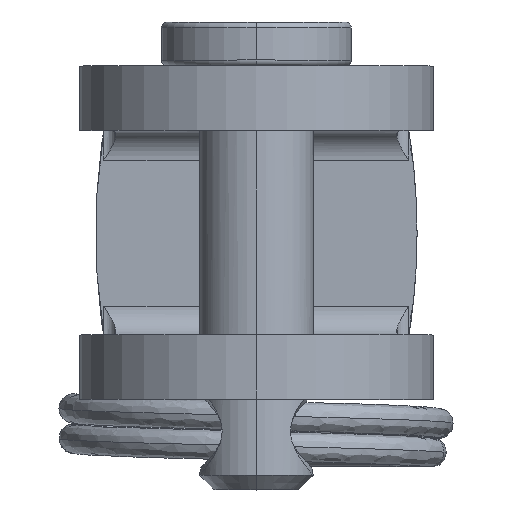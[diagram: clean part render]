
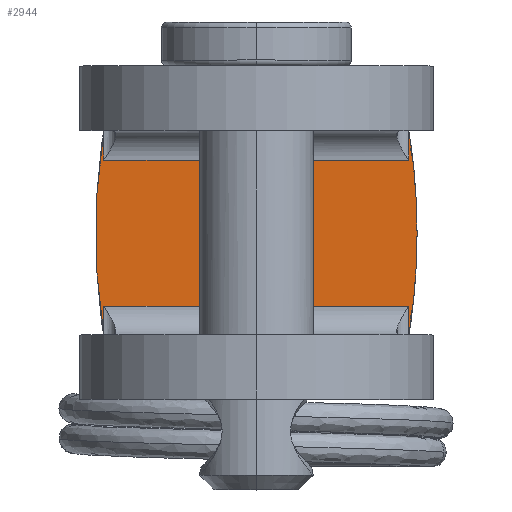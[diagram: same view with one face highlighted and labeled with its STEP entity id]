
A CAD part, top view. The second image highlights one B-rep face of the part: STEP entity #2944.
In plain terms, the highlighted planar face has unit normal (0, 0, 1).
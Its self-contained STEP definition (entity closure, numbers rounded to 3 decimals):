
#62 = PLANE ( 'NONE',  #9786 ) ;
#415 = AXIS2_PLACEMENT_3D ( 'NONE', #10583, #13535, #6259 ) ;
#590 = DIRECTION ( 'NONE',  ( 0., 0., -1. ) ) ;
#1226 = CARTESIAN_POINT ( 'NONE',  ( -16.535, 2.5, 0. ) ) ;
#1633 = CARTESIAN_POINT ( 'NONE',  ( 5.213, 3.547, 0. ) ) ;
#2002 = DIRECTION ( 'NONE',  ( 0., 1., 0. ) ) ;
#2292 = EDGE_CURVE ( 'NONE', #7528, #5051, #14274, .T. ) ;
#2393 = VECTOR ( 'NONE', #7633, 1000. ) ;
#2874 = VERTEX_POINT ( 'NONE', #12653 ) ;
#2944 = ADVANCED_FACE ( 'NONE', ( #16036 ), #62, .F. ) ;
#3255 = LINE ( 'NONE', #8363, #2393 ) ;
#3353 = VERTEX_POINT ( 'NONE', #13123 ) ;
#3926 = DIRECTION ( 'NONE',  ( -1., 0., 0. ) ) ;
#4071 = VECTOR ( 'NONE', #14763, 1000. ) ;
#4143 = EDGE_CURVE ( 'NONE', #11793, #14371, #3255, .T. ) ;
#4241 = CARTESIAN_POINT ( 'NONE',  ( -16.535, 0., 0. ) ) ;
#4306 = EDGE_CURVE ( 'NONE', #12943, #7528, #15780, .T. ) ;
#4820 = EDGE_LOOP ( 'NONE', ( #12137, #7445, #17955, #13762, #5820, #10791, #11112, #7553, #17503 ) ) ;
#4877 = DIRECTION ( 'NONE',  ( 0., 0., -1. ) ) ;
#5051 = VERTEX_POINT ( 'NONE', #7512 ) ;
#5820 = ORIENTED_EDGE ( 'NONE', *, *, #11546, .T. ) ;
#6108 = LINE ( 'NONE', #13337, #4071 ) ;
#6155 = CARTESIAN_POINT ( 'NONE',  ( -16.535, -2.5, 0. ) ) ;
#6216 = DIRECTION ( 'NONE',  ( 1., 0., 0. ) ) ;
#6259 = DIRECTION ( 'NONE',  ( 1., 0., 0. ) ) ;
#6318 = LINE ( 'NONE', #10203, #7448 ) ;
#6959 = EDGE_CURVE ( 'NONE', #11793, #3353, #7254, .T. ) ;
#7080 = LINE ( 'NONE', #1226, #8409 ) ;
#7090 = DIRECTION ( 'NONE',  ( 0., 0., -1. ) ) ;
#7254 = CIRCLE ( 'NONE', #415, 22.035 ) ;
#7445 = ORIENTED_EDGE ( 'NONE', *, *, #10353, .T. ) ;
#7448 = VECTOR ( 'NONE', #13166, 1000. ) ;
#7512 = CARTESIAN_POINT ( 'NONE',  ( 5.213, -3.547, 0. ) ) ;
#7528 = VERTEX_POINT ( 'NONE', #16253 ) ;
#7553 = ORIENTED_EDGE ( 'NONE', *, *, #6959, .F. ) ;
#7633 = DIRECTION ( 'NONE',  ( 0., 1., 0. ) ) ;
#7848 = VERTEX_POINT ( 'NONE', #12343 ) ;
#8363 = CARTESIAN_POINT ( 'NONE',  ( -5.213, 0., 0. ) ) ;
#8409 = VECTOR ( 'NONE', #3926, 1000. ) ;
#8907 = VECTOR ( 'NONE', #6216, 1000. ) ;
#9237 = CARTESIAN_POINT ( 'NONE',  ( -5.213, 5.7, 0. ) ) ;
#9272 = CARTESIAN_POINT ( 'NONE',  ( -5.213, -3.547, 0. ) ) ;
#9786 = AXIS2_PLACEMENT_3D ( 'NONE', #4241, #7090, #14222 ) ;
#10203 = CARTESIAN_POINT ( 'NONE',  ( 5.213, 3.5, 0. ) ) ;
#10353 = EDGE_CURVE ( 'NONE', #2874, #5051, #6108, .T. ) ;
#10583 = CARTESIAN_POINT ( 'NONE',  ( 16.535, 0., 0. ) ) ;
#10791 = ORIENTED_EDGE ( 'NONE', *, *, #16554, .T. ) ;
#11112 = ORIENTED_EDGE ( 'NONE', *, *, #17988, .T. ) ;
#11546 = EDGE_CURVE ( 'NONE', #12943, #7848, #6318, .T. ) ;
#11751 = CARTESIAN_POINT ( 'NONE',  ( -5.213, -2.5, 0. ) ) ;
#11793 = VERTEX_POINT ( 'NONE', #9272 ) ;
#12137 = ORIENTED_EDGE ( 'NONE', *, *, #14170, .T. ) ;
#12343 = CARTESIAN_POINT ( 'NONE',  ( 5.213, 2.5, 0. ) ) ;
#12653 = CARTESIAN_POINT ( 'NONE',  ( 5.213, -2.5, 0. ) ) ;
#12710 = LINE ( 'NONE', #6155, #8907 ) ;
#12943 = VERTEX_POINT ( 'NONE', #1633 ) ;
#13123 = CARTESIAN_POINT ( 'NONE',  ( -5.213, 3.547, 0. ) ) ;
#13166 = DIRECTION ( 'NONE',  ( 0., -1., 0. ) ) ;
#13337 = CARTESIAN_POINT ( 'NONE',  ( 5.213, 0., 0. ) ) ;
#13477 = CARTESIAN_POINT ( 'NONE',  ( -16.535, 0., 0. ) ) ;
#13535 = DIRECTION ( 'NONE',  ( 0., 0., -1. ) ) ;
#13760 = CARTESIAN_POINT ( 'NONE',  ( -5.213, 2.5, 0. ) ) ;
#13762 = ORIENTED_EDGE ( 'NONE', *, *, #4306, .F. ) ;
#13859 = VERTEX_POINT ( 'NONE', #13760 ) ;
#14170 = EDGE_CURVE ( 'NONE', #14371, #2874, #12710, .T. ) ;
#14222 = DIRECTION ( 'NONE',  ( -1., 0., 0. ) ) ;
#14262 = AXIS2_PLACEMENT_3D ( 'NONE', #16117, #590, #14752 ) ;
#14274 = CIRCLE ( 'NONE', #16887, 22.035 ) ;
#14371 = VERTEX_POINT ( 'NONE', #11751 ) ;
#14442 = VECTOR ( 'NONE', #2002, 1000. ) ;
#14752 = DIRECTION ( 'NONE',  ( -1., 0., 0. ) ) ;
#14763 = DIRECTION ( 'NONE',  ( 0., -1., 0. ) ) ;
#15330 = LINE ( 'NONE', #9237, #14442 ) ;
#15780 = CIRCLE ( 'NONE', #14262, 22.035 ) ;
#16036 = FACE_OUTER_BOUND ( 'NONE', #4820, .T. ) ;
#16117 = CARTESIAN_POINT ( 'NONE',  ( -16.535, 0., 0. ) ) ;
#16253 = CARTESIAN_POINT ( 'NONE',  ( 5.5, 0., 0. ) ) ;
#16458 = DIRECTION ( 'NONE',  ( -1., 0., 0. ) ) ;
#16554 = EDGE_CURVE ( 'NONE', #7848, #13859, #7080, .T. ) ;
#16887 = AXIS2_PLACEMENT_3D ( 'NONE', #13477, #4877, #16458 ) ;
#17503 = ORIENTED_EDGE ( 'NONE', *, *, #4143, .T. ) ;
#17955 = ORIENTED_EDGE ( 'NONE', *, *, #2292, .F. ) ;
#17988 = EDGE_CURVE ( 'NONE', #13859, #3353, #15330, .T. ) ;
